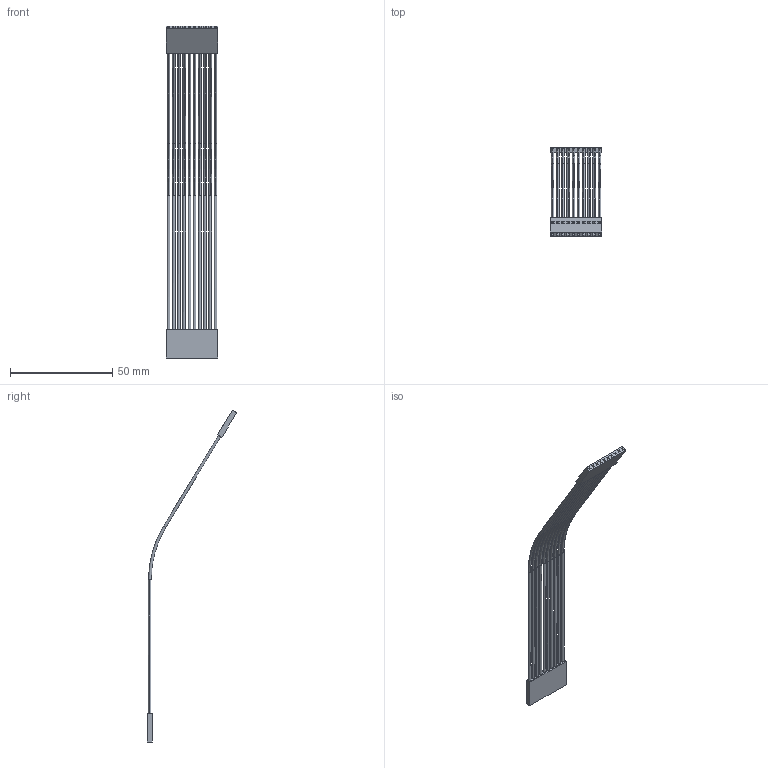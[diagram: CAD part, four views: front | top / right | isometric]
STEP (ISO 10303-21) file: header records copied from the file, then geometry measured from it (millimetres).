
FILE_DESCRIPTION (( 'STEP AP214' ), '1' );
FILE_NAME ('INGUN_53129.STEP', '2023-09-13T06:26:24', ( '' ), ( '' ), 'SwSTEP 2.0', 'SolidWorks 2021', '' );
FILE_SCHEMA (( 'AUTOMOTIVE_DESIGN' ));
Length unit declared in the file: millimetre
Products named in the file (1): INGUN_53129
Bounding box: 25.2 x 43.7 x 162.03 mm (x, y, z)
Volume: 3276.1 mm3; surface area: 9031.5 mm2
Topology: 1 solids, 1 shells, 304 faces, 1200 edges, 740 vertices
Faces by surface type: plane 244, cylinder 40, torus 20
Entity records: 13997 total; most frequent: ORIENTED_EDGE 2400, CARTESIAN_POINT 2245, DIRECTION 2090, EDGE_CURVE 1200, VECTOR 920, LINE 920, VERTEX_POINT 740, AXIS2_PLACEMENT_3D 585
